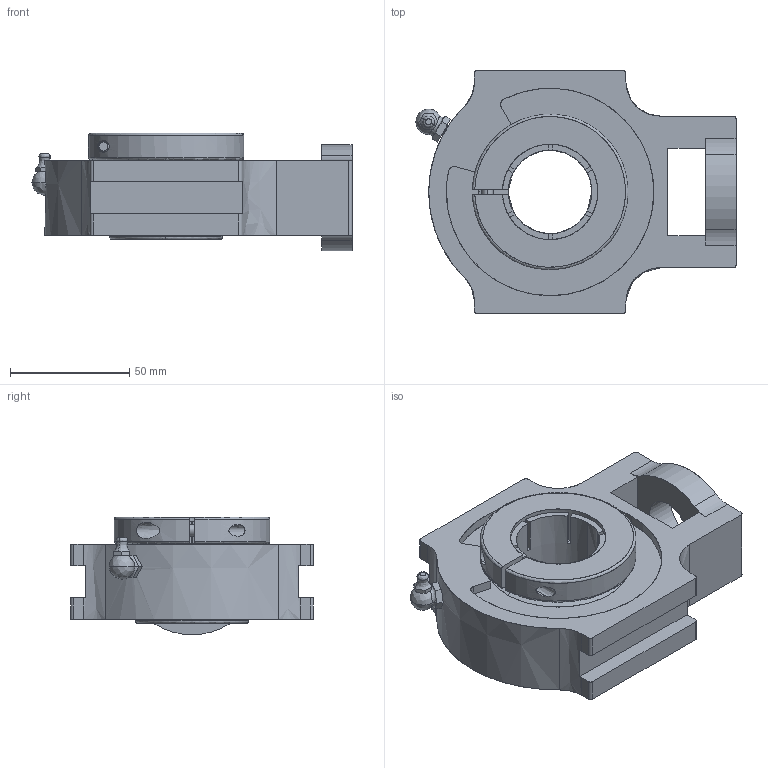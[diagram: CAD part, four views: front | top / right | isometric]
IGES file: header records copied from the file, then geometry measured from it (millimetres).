
Start section: SolidWorks IGES file using analytic representation for surfaces
Global section: file name: STDEFAU062593272584.igs; native system: SolidWorks 2007; preprocessor: SolidWorks 2007; author: partstream; date: 070625.093211; units: millimetre
Bounding box: 133.94 x 101.6 x 49.23 mm (x, y, z)
Surface area: 51305.2 mm2 (no closed solid volume)
Topology: 0 solids, 0 shells, 159 faces, 2748 edges, 2755 vertices
Faces by surface type: bspline 99, revolution 60
